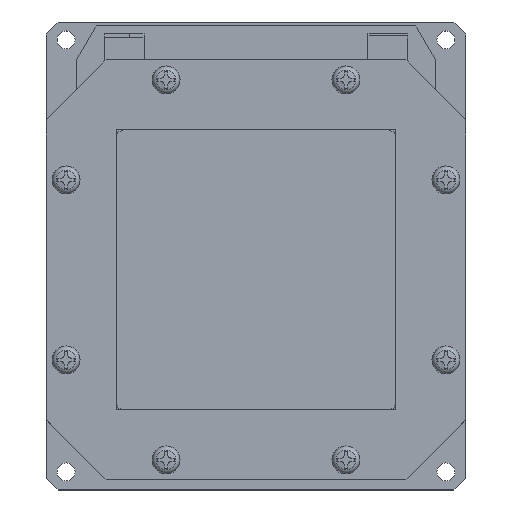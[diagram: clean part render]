
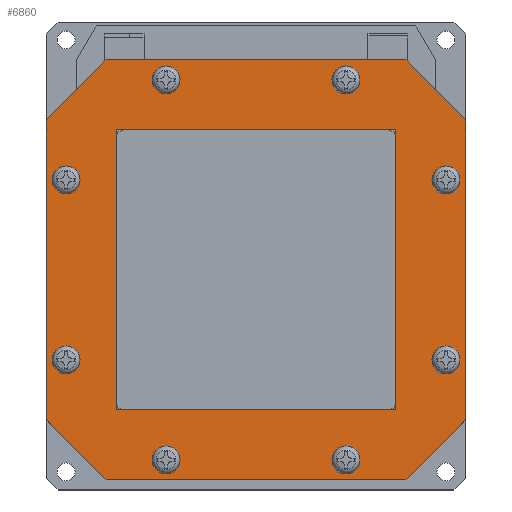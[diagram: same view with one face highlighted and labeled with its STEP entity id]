
A CAD part, top view. The second image highlights one B-rep face of the part: STEP entity #6860.
In plain terms, the highlighted planar face has unit normal (0, 0, 1).
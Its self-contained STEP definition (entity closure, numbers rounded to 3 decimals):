
#418=LINE('',#11327,#996);
#422=LINE('',#11333,#1000);
#423=LINE('',#11336,#1001);
#426=LINE('',#11341,#1004);
#427=LINE('',#11344,#1005);
#430=LINE('',#11349,#1008);
#431=LINE('',#11352,#1009);
#443=LINE('',#11377,#1021);
#449=LINE('',#11389,#1027);
#454=LINE('',#11399,#1032);
#458=LINE('',#11406,#1036);
#461=LINE('',#11411,#1039);
#996=VECTOR('',#9134,10.);
#1000=VECTOR('',#9140,10.);
#1001=VECTOR('',#9143,10.);
#1004=VECTOR('',#9148,10.);
#1005=VECTOR('',#9151,10.);
#1008=VECTOR('',#9156,10.);
#1009=VECTOR('',#9159,10.);
#1021=VECTOR('',#9189,10.);
#1027=VECTOR('',#9197,10.);
#1032=VECTOR('',#9204,10.);
#1036=VECTOR('',#9210,10.);
#1039=VECTOR('',#9215,10.);
#1385=FACE_BOUND('',#2129,.T.);
#1386=FACE_BOUND('',#2130,.T.);
#1387=FACE_BOUND('',#2131,.T.);
#1388=FACE_BOUND('',#2132,.T.);
#1389=FACE_BOUND('',#2133,.T.);
#1390=FACE_BOUND('',#2134,.T.);
#1391=FACE_BOUND('',#2135,.T.);
#1392=FACE_BOUND('',#2136,.T.);
#1393=FACE_BOUND('',#2137,.T.);
#1692=FACE_OUTER_BOUND('',#2128,.T.);
#2128=EDGE_LOOP('',(#5430,#5431,#5432,#5433,#5434,#5435,#5436,#5437));
#2129=EDGE_LOOP('',(#5438));
#2130=EDGE_LOOP('',(#5439));
#2131=EDGE_LOOP('',(#5440));
#2132=EDGE_LOOP('',(#5441));
#2133=EDGE_LOOP('',(#5442));
#2134=EDGE_LOOP('',(#5443));
#2135=EDGE_LOOP('',(#5444));
#2136=EDGE_LOOP('',(#5445));
#2137=EDGE_LOOP('',(#5446,#5447,#5448,#5449));
#2286=CIRCLE('',#7037,3.5);
#2317=CIRCLE('',#7095,3.5);
#2348=CIRCLE('',#7153,3.5);
#2379=CIRCLE('',#7211,3.5);
#2410=CIRCLE('',#7269,3.5);
#2441=CIRCLE('',#7327,3.5);
#2472=CIRCLE('',#7385,3.5);
#2503=CIRCLE('',#7443,3.5);
#2617=VERTEX_POINT('',#9838);
#2662=VERTEX_POINT('',#10014);
#2707=VERTEX_POINT('',#10190);
#2752=VERTEX_POINT('',#10366);
#2797=VERTEX_POINT('',#10542);
#2842=VERTEX_POINT('',#10718);
#2887=VERTEX_POINT('',#10894);
#2932=VERTEX_POINT('',#11070);
#3016=VERTEX_POINT('',#11325);
#3017=VERTEX_POINT('',#11326);
#3018=VERTEX_POINT('',#11331);
#3019=VERTEX_POINT('',#11335);
#3020=VERTEX_POINT('',#11339);
#3021=VERTEX_POINT('',#11343);
#3022=VERTEX_POINT('',#11347);
#3023=VERTEX_POINT('',#11351);
#3026=VERTEX_POINT('',#11374);
#3027=VERTEX_POINT('',#11376);
#3032=VERTEX_POINT('',#11387);
#3036=VERTEX_POINT('',#11397);
#3228=EDGE_CURVE('',#2617,#2617,#2286,.T.);
#3296=EDGE_CURVE('',#2662,#2662,#2317,.T.);
#3364=EDGE_CURVE('',#2707,#2707,#2348,.T.);
#3432=EDGE_CURVE('',#2752,#2752,#2379,.T.);
#3500=EDGE_CURVE('',#2797,#2797,#2410,.T.);
#3568=EDGE_CURVE('',#2842,#2842,#2441,.T.);
#3636=EDGE_CURVE('',#2887,#2887,#2472,.T.);
#3704=EDGE_CURVE('',#2932,#2932,#2503,.T.);
#3824=EDGE_CURVE('',#3016,#3017,#418,.T.);
#3828=EDGE_CURVE('',#3016,#3018,#422,.T.);
#3829=EDGE_CURVE('',#3019,#3018,#423,.T.);
#3832=EDGE_CURVE('',#3019,#3020,#426,.T.);
#3833=EDGE_CURVE('',#3021,#3020,#427,.T.);
#3836=EDGE_CURVE('',#3021,#3022,#430,.T.);
#3837=EDGE_CURVE('',#3023,#3022,#431,.T.);
#3849=EDGE_CURVE('',#3027,#3026,#443,.T.);
#3855=EDGE_CURVE('',#3026,#3032,#449,.T.);
#3860=EDGE_CURVE('',#3032,#3036,#454,.T.);
#3864=EDGE_CURVE('',#3036,#3027,#458,.T.);
#3867=EDGE_CURVE('',#3023,#3017,#461,.T.);
#5430=ORIENTED_EDGE('',*,*,#3824,.F.);
#5431=ORIENTED_EDGE('',*,*,#3828,.T.);
#5432=ORIENTED_EDGE('',*,*,#3829,.F.);
#5433=ORIENTED_EDGE('',*,*,#3832,.T.);
#5434=ORIENTED_EDGE('',*,*,#3833,.F.);
#5435=ORIENTED_EDGE('',*,*,#3836,.T.);
#5436=ORIENTED_EDGE('',*,*,#3837,.F.);
#5437=ORIENTED_EDGE('',*,*,#3867,.T.);
#5438=ORIENTED_EDGE('',*,*,#3228,.T.);
#5439=ORIENTED_EDGE('',*,*,#3296,.T.);
#5440=ORIENTED_EDGE('',*,*,#3364,.T.);
#5441=ORIENTED_EDGE('',*,*,#3432,.T.);
#5442=ORIENTED_EDGE('',*,*,#3500,.T.);
#5443=ORIENTED_EDGE('',*,*,#3568,.T.);
#5444=ORIENTED_EDGE('',*,*,#3636,.T.);
#5445=ORIENTED_EDGE('',*,*,#3704,.T.);
#5446=ORIENTED_EDGE('',*,*,#3849,.T.);
#5447=ORIENTED_EDGE('',*,*,#3855,.T.);
#5448=ORIENTED_EDGE('',*,*,#3860,.T.);
#5449=ORIENTED_EDGE('',*,*,#3864,.T.);
#6107=PLANE('',#7562);
#6860=ADVANCED_FACE('',(#1692,#1385,#1386,#1387,#1388,#1389,#1390,#1391,
#1392,#1393),#6107,.T.);
#7037=AXIS2_PLACEMENT_3D('',#9839,#7820,#7821);
#7095=AXIS2_PLACEMENT_3D('',#10015,#7969,#7970);
#7153=AXIS2_PLACEMENT_3D('',#10191,#8118,#8119);
#7211=AXIS2_PLACEMENT_3D('',#10367,#8267,#8268);
#7269=AXIS2_PLACEMENT_3D('',#10543,#8416,#8417);
#7327=AXIS2_PLACEMENT_3D('',#10719,#8565,#8566);
#7385=AXIS2_PLACEMENT_3D('',#10895,#8714,#8715);
#7443=AXIS2_PLACEMENT_3D('',#11071,#8863,#8864);
#7562=AXIS2_PLACEMENT_3D('',#11412,#9216,#9217);
#7820=DIRECTION('center_axis',(0.,0.,
-1.));
#7821=DIRECTION('ref_axis',(1.,0.,0.));
#7969=DIRECTION('center_axis',(0.,0.,
-1.));
#7970=DIRECTION('ref_axis',(1.,0.,0.));
#8118=DIRECTION('center_axis',(0.,0.,
-1.));
#8119=DIRECTION('ref_axis',(0.,1.,0.));
#8267=DIRECTION('center_axis',(0.,0.,
-1.));
#8268=DIRECTION('ref_axis',(0.,1.,0.));
#8416=DIRECTION('center_axis',(0.,0.,
-1.));
#8417=DIRECTION('ref_axis',(0.,1.,0.));
#8565=DIRECTION('center_axis',(0.,0.,
-1.));
#8566=DIRECTION('ref_axis',(0.,-1.,0.));
#8714=DIRECTION('center_axis',(0.,0.,
-1.));
#8715=DIRECTION('ref_axis',(0.,-1.,0.));
#8863=DIRECTION('center_axis',(0.,0.,
-1.));
#8864=DIRECTION('ref_axis',(0.,-1.,0.));
#9134=DIRECTION('',(-0.707,0.707,0.));
#9140=DIRECTION('',(1.,0.,0.));
#9143=DIRECTION('',(-0.707,-0.707,0.));
#9148=DIRECTION('',(0.,1.,0.));
#9151=DIRECTION('',(0.707,-0.707,0.));
#9156=DIRECTION('',(-1.,0.,0.));
#9159=DIRECTION('',(0.707,0.707,0.));
#9189=DIRECTION('',(0.,-1.,0.));
#9197=DIRECTION('',(-1.,0.,0.));
#9204=DIRECTION('',(0.,1.,0.));
#9210=DIRECTION('',(1.,0.,0.));
#9215=DIRECTION('',(0.,-1.,0.));
#9216=DIRECTION('center_axis',(0.,0.,
1.));
#9217=DIRECTION('ref_axis',(1.,0.,0.));
#9838=CARTESIAN_POINT('',(44.,19.,8.8));
#9839=CARTESIAN_POINT('Origin',(47.5,19.,8.8));
#10014=CARTESIAN_POINT('',(44.,-26.,8.8));
#10015=CARTESIAN_POINT('Origin',(47.5,-26.,8.8));
#10190=CARTESIAN_POINT('',(22.5,-54.5,8.8));
#10191=CARTESIAN_POINT('Origin',(22.5,-51.,8.8));
#10366=CARTESIAN_POINT('',(-22.5,-54.5,8.8));
#10367=CARTESIAN_POINT('Origin',(-22.5,-51.,8.8));
#10542=CARTESIAN_POINT('',(-47.5,15.5,8.8));
#10543=CARTESIAN_POINT('Origin',(-47.5,19.,8.8));
#10718=CARTESIAN_POINT('',(-47.5,-22.5,8.8));
#10719=CARTESIAN_POINT('Origin',(-47.5,-26.,8.8));
#10894=CARTESIAN_POINT('',(22.5,47.5,8.8));
#10895=CARTESIAN_POINT('Origin',(22.5,44.,8.8));
#11070=CARTESIAN_POINT('',(-22.5,47.5,8.8));
#11071=CARTESIAN_POINT('Origin',(-22.5,44.,8.8));
#11325=CARTESIAN_POINT('',(-37.5,-56.,8.8));
#11326=CARTESIAN_POINT('',(-52.5,-41.,8.8));
#11327=CARTESIAN_POINT('',(-45.,-48.5,8.8));
#11331=CARTESIAN_POINT('',(37.5,-56.,8.8));
#11333=CARTESIAN_POINT('',(52.5,-56.,8.8));
#11335=CARTESIAN_POINT('',(52.5,-41.,8.8));
#11336=CARTESIAN_POINT('',(45.,-48.5,8.8));
#11339=CARTESIAN_POINT('',(52.5,34.,8.8));
#11341=CARTESIAN_POINT('',(52.5,49.,8.8));
#11343=CARTESIAN_POINT('',(37.5,49.,8.8));
#11344=CARTESIAN_POINT('',(45.,41.5,8.8));
#11347=CARTESIAN_POINT('',(-37.5,49.,8.8));
#11349=CARTESIAN_POINT('',(-52.5,49.,8.8));
#11351=CARTESIAN_POINT('',(-52.5,34.,8.8));
#11352=CARTESIAN_POINT('',(-45.,41.5,8.8));
#11374=CARTESIAN_POINT('',(35.,-38.5,8.8));
#11376=CARTESIAN_POINT('',(35.,31.5,8.8));
#11377=CARTESIAN_POINT('',(35.,-21.,8.8));
#11387=CARTESIAN_POINT('',(-35.,-38.5,8.8));
#11389=CARTESIAN_POINT('',(-17.5,-38.5,8.8));
#11397=CARTESIAN_POINT('',(-35.,31.5,8.8));
#11399=CARTESIAN_POINT('',(-35.,14.,8.8));
#11406=CARTESIAN_POINT('',(17.5,31.5,8.8));
#11411=CARTESIAN_POINT('',(-52.5,-56.,8.8));
#11412=CARTESIAN_POINT('Origin',(0.,-3.5,
8.8));
